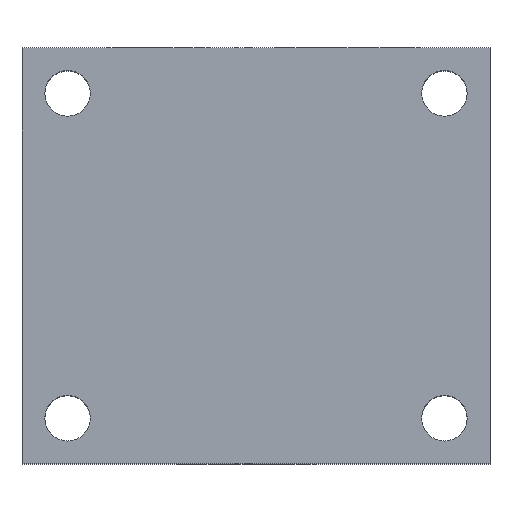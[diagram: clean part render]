
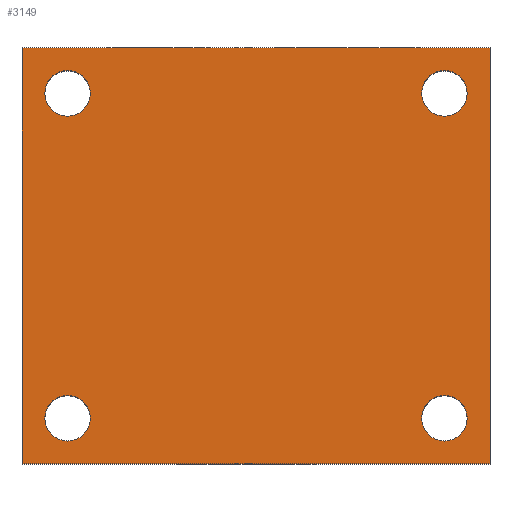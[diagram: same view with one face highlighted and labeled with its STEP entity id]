
A CAD part, top view. The second image highlights one B-rep face of the part: STEP entity #3149.
In plain terms, the highlighted planar face has unit normal (0, 0, 1).
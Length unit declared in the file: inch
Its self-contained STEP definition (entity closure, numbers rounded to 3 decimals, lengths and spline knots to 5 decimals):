
#213=DIRECTION('',(0.,-1.,0.));
#214=VECTOR('',#213,4.);
#215=CARTESIAN_POINT('',(0.,0.,2.188));
#216=LINE('',#215,#214);
#217=DIRECTION('',(-1.,0.,0.));
#218=VECTOR('',#217,4.5);
#219=CARTESIAN_POINT('',(4.5,0.,2.188));
#220=LINE('',#219,#218);
#221=DIRECTION('',(0.,1.,0.));
#222=VECTOR('',#221,4.);
#223=CARTESIAN_POINT('',(4.5,-4.,2.188));
#224=LINE('',#223,#222);
#225=DIRECTION('',(1.,0.,0.));
#226=VECTOR('',#225,4.5);
#227=CARTESIAN_POINT('',(0.,-4.,2.188));
#228=LINE('',#227,#226);
#229=CARTESIAN_POINT('',(0.438,-0.438,
2.188));
#230=DIRECTION('',(0.,0.,1.));
#231=DIRECTION('',(0.,1.,0.));
#232=AXIS2_PLACEMENT_3D('',#229,#230,#231);
#234=CARTESIAN_POINT('',(0.438,-0.438,
2.188));
#235=DIRECTION('',(0.,0.,1.));
#236=DIRECTION('',(0.,-1.,0.));
#237=AXIS2_PLACEMENT_3D('',#234,#235,#236);
#239=CARTESIAN_POINT('',(0.438,-3.562,2.188));
#240=DIRECTION('',(0.,0.,1.));
#241=DIRECTION('',(0.,1.,0.));
#242=AXIS2_PLACEMENT_3D('',#239,#240,#241);
#244=CARTESIAN_POINT('',(0.438,-3.562,2.188));
#245=DIRECTION('',(0.,0.,1.));
#246=DIRECTION('',(0.,-1.,0.));
#247=AXIS2_PLACEMENT_3D('',#244,#245,#246);
#249=CARTESIAN_POINT('',(4.062,-3.562,2.188));
#250=DIRECTION('',(0.,0.,1.));
#251=DIRECTION('',(0.,1.,0.));
#252=AXIS2_PLACEMENT_3D('',#249,#250,#251);
#254=CARTESIAN_POINT('',(4.062,-3.562,2.188));
#255=DIRECTION('',(0.,0.,1.));
#256=DIRECTION('',(0.,-1.,0.));
#257=AXIS2_PLACEMENT_3D('',#254,#255,#256);
#259=CARTESIAN_POINT('',(4.062,-0.438,2.188));
#260=DIRECTION('',(0.,0.,1.));
#261=DIRECTION('',(0.,1.,0.));
#262=AXIS2_PLACEMENT_3D('',#259,#260,#261);
#264=CARTESIAN_POINT('',(4.062,-0.438,2.188));
#265=DIRECTION('',(0.,0.,1.));
#266=DIRECTION('',(0.,-1.,0.));
#267=AXIS2_PLACEMENT_3D('',#264,#265,#266);
#2587=CARTESIAN_POINT('',(0.,0.,2.188));
#2588=CARTESIAN_POINT('',(0.,-4.,2.188));
#2589=VERTEX_POINT('',#2587);
#2590=VERTEX_POINT('',#2588);
#2591=CARTESIAN_POINT('',(4.5,-4.,2.188));
#2592=VERTEX_POINT('',#2591);
#2593=CARTESIAN_POINT('',(4.5,0.,2.188));
#2594=VERTEX_POINT('',#2593);
#2599=CARTESIAN_POINT('',(0.438,-0.219,
2.188));
#2600=CARTESIAN_POINT('',(0.438,-0.657,
2.188));
#2601=VERTEX_POINT('',#2599);
#2602=VERTEX_POINT('',#2600);
#2607=CARTESIAN_POINT('',(0.438,-3.343,
2.188));
#2608=CARTESIAN_POINT('',(0.438,-3.781,
2.188));
#2609=VERTEX_POINT('',#2607);
#2610=VERTEX_POINT('',#2608);
#2615=CARTESIAN_POINT('',(4.062,-3.343,2.188));
#2616=CARTESIAN_POINT('',(4.062,-3.781,2.188));
#2617=VERTEX_POINT('',#2615);
#2618=VERTEX_POINT('',#2616);
#2623=CARTESIAN_POINT('',(4.062,-0.219,
2.188));
#2624=CARTESIAN_POINT('',(4.062,-0.657,
2.188));
#2625=VERTEX_POINT('',#2623);
#2626=VERTEX_POINT('',#2624);
#3114=CARTESIAN_POINT('',(0.,0.,2.188));
#3115=DIRECTION('',(0.,0.,1.));
#3116=DIRECTION('',(1.,0.,0.));
#3117=AXIS2_PLACEMENT_3D('',#3114,#3115,#3116);
#3118=PLANE('',#3117);
#3119=ORIENTED_EDGE('',*,*,#3030,.F.);
#3120=ORIENTED_EDGE('',*,*,#3057,.F.);
#3121=ORIENTED_EDGE('',*,*,#3083,.F.);
#3122=ORIENTED_EDGE('',*,*,#3102,.F.);
#3123=EDGE_LOOP('',(#3119,#3120,#3121,#3122));
#3124=FACE_OUTER_BOUND('',#3123,.F.);
#3126=ORIENTED_EDGE('',*,*,#3125,.T.);
#3128=ORIENTED_EDGE('',*,*,#3127,.T.);
#3129=EDGE_LOOP('',(#3126,#3128));
#3130=FACE_BOUND('',#3129,.F.);
#3132=ORIENTED_EDGE('',*,*,#3131,.T.);
#3134=ORIENTED_EDGE('',*,*,#3133,.T.);
#3135=EDGE_LOOP('',(#3132,#3134));
#3136=FACE_BOUND('',#3135,.F.);
#3138=ORIENTED_EDGE('',*,*,#3137,.T.);
#3140=ORIENTED_EDGE('',*,*,#3139,.T.);
#3141=EDGE_LOOP('',(#3138,#3140));
#3142=FACE_BOUND('',#3141,.F.);
#3144=ORIENTED_EDGE('',*,*,#3143,.T.);
#3146=ORIENTED_EDGE('',*,*,#3145,.T.);
#3147=EDGE_LOOP('',(#3144,#3146));
#3148=FACE_BOUND('',#3147,.F.);
#3149=ADVANCED_FACE('',(#3124,#3130,#3136,#3142,#3148),#3118,.T.);
#233=CIRCLE('',#232,0.219);
#238=CIRCLE('',#237,0.219);
#243=CIRCLE('',#242,0.219);
#248=CIRCLE('',#247,0.219);
#253=CIRCLE('',#252,0.219);
#258=CIRCLE('',#257,0.219);
#263=CIRCLE('',#262,0.219);
#268=CIRCLE('',#267,0.219);
#3030=EDGE_CURVE('',#2589,#2590,#216,.T.);
#3057=EDGE_CURVE('',#2594,#2589,#220,.T.);
#3083=EDGE_CURVE('',#2592,#2594,#224,.T.);
#3102=EDGE_CURVE('',#2590,#2592,#228,.T.);
#3125=EDGE_CURVE('',#2601,#2602,#233,.T.);
#3127=EDGE_CURVE('',#2602,#2601,#238,.T.);
#3131=EDGE_CURVE('',#2609,#2610,#243,.T.);
#3133=EDGE_CURVE('',#2610,#2609,#248,.T.);
#3137=EDGE_CURVE('',#2617,#2618,#253,.T.);
#3139=EDGE_CURVE('',#2618,#2617,#258,.T.);
#3143=EDGE_CURVE('',#2625,#2626,#263,.T.);
#3145=EDGE_CURVE('',#2626,#2625,#268,.T.);
